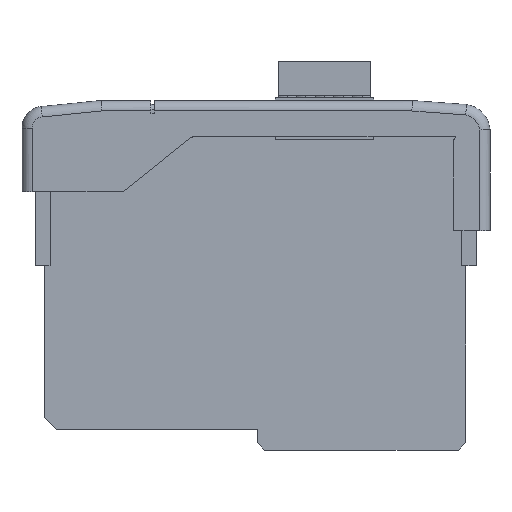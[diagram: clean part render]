
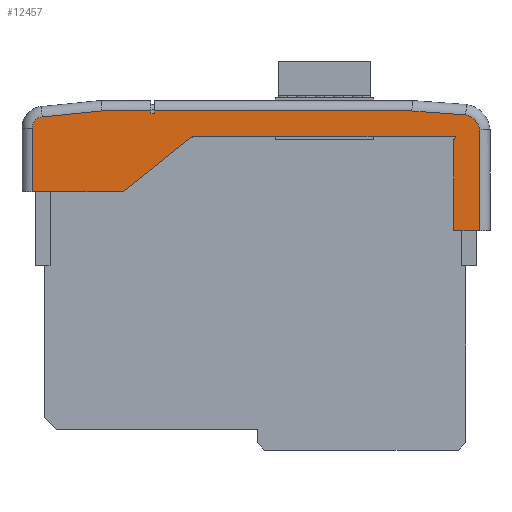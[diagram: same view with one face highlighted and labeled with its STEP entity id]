
A CAD part, left-side view. The second image highlights one B-rep face of the part: STEP entity #12457.
In plain terms, the highlighted planar face has unit normal (-1, 0, 0).
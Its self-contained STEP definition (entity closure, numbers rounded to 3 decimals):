
#255 = VERTEX_POINT ( 'NONE', #4282 ) ;
#745 = EDGE_CURVE ( 'NONE', #746, #255, #6017, .T. ) ;
#746 = VERTEX_POINT ( 'NONE', #6129 ) ;
#1019 = EDGE_CURVE ( 'NONE', #2230, #1027, #7553, .T. ) ;
#1027 = VERTEX_POINT ( 'NONE', #7644 ) ;
#2222 = VERTEX_POINT ( 'NONE', #16680 ) ;
#2230 = VERTEX_POINT ( 'NONE', #16667 ) ;
#2304 = EDGE_CURVE ( 'NONE', #2230, #2222, #16874, .T. ) ;
#4282 = CARTESIAN_POINT ( 'NONE',  ( 0.5, 29.973, -12.386 ) ) ;
#6014 = VECTOR ( 'NONE', #6130, 1000. ) ;
#6015 = CARTESIAN_POINT ( 'NONE',  ( 0.5, 29.973, -12.386 ) ) ;
#6017 = LINE ( 'NONE', #6015, #6014 ) ;
#6129 = CARTESIAN_POINT ( 'NONE',  ( 0.5, 47.473, -12.386 ) ) ;
#6130 = DIRECTION ( 'NONE',  ( 0., -1., 0. ) ) ;
#7548 = DIRECTION ( 'NONE',  ( 0., 1., 0. ) ) ;
#7550 = VECTOR ( 'NONE', #7548, 1000. ) ;
#7551 = CARTESIAN_POINT ( 'NONE',  ( 0.5, 34.27, 3.114 ) ) ;
#7553 = LINE ( 'NONE', #7551, #7550 ) ;
#7644 = CARTESIAN_POINT ( 'NONE',  ( 0.5, 34.17, 3.114 ) ) ;
#10328 = DIRECTION ( 'NONE',  ( 0., -1., 0. ) ) ;
#10329 = VECTOR ( 'NONE', #10328, 1000. ) ;
#10330 = CARTESIAN_POINT ( 'NONE',  ( 0.5, -40.527, -19.886 ) ) ;
#10332 = LINE ( 'NONE', #10330, #10329 ) ;
#10342 = CARTESIAN_POINT ( 'NONE',  ( 0.5, -38.527, -19.886 ) ) ;
#11266 = ORIENTED_EDGE ( 'NONE', *, *, #745, .T. ) ;
#11281 = ORIENTED_EDGE ( 'NONE', *, *, #11860, .F. ) ;
#11540 = ORIENTED_EDGE ( 'NONE', *, *, #11713, .F. ) ;
#11541 = EDGE_CURVE ( 'NONE', #12383, #746, #23771, .T. ) ;
#11713 = EDGE_CURVE ( 'NONE', #11719, #255, #24241, .T. ) ;
#11716 = ORIENTED_EDGE ( 'NONE', *, *, #11722, .F. ) ;
#11719 = VERTEX_POINT ( 'NONE', #24236 ) ;
#11722 = EDGE_CURVE ( 'NONE', #12251, #11776, #24284, .T. ) ;
#11776 = VERTEX_POINT ( 'NONE', #24326 ) ;
#11848 = ORIENTED_EDGE ( 'NONE', *, *, #11855, .F. ) ;
#11855 = EDGE_CURVE ( 'NONE', #11776, #11719, #24499, .T. ) ;
#11860 = EDGE_CURVE ( 'NONE', #11862, #12251, #24494, .T. ) ;
#11862 = VERTEX_POINT ( 'NONE', #24489 ) ;
#11902 = ORIENTED_EDGE ( 'NONE', *, *, #11941, .T. ) ;
#11907 = ORIENTED_EDGE ( 'NONE', *, *, #11919, .T. ) ;
#11908 = VERTEX_POINT ( 'NONE', #24567 ) ;
#11910 = ORIENTED_EDGE ( 'NONE', *, *, #22921, .T. ) ;
#11918 = ORIENTED_EDGE ( 'NONE', *, *, #11922, .T. ) ;
#11919 = EDGE_CURVE ( 'NONE', #11908, #11921, #24589, .T. ) ;
#11920 = EDGE_CURVE ( 'NONE', #12551, #11862, #24584, .T. ) ;
#11921 = VERTEX_POINT ( 'NONE', #24630 ) ;
#11922 = EDGE_CURVE ( 'NONE', #22850, #11908, #24628, .T. ) ;
#11941 = EDGE_CURVE ( 'NONE', #11921, #12763, #24795, .T. ) ;
#12246 = VERTEX_POINT ( 'NONE', #25898 ) ;
#12251 = VERTEX_POINT ( 'NONE', #25882 ) ;
#12252 = ORIENTED_EDGE ( 'NONE', *, *, #12358, .F. ) ;
#12285 = EDGE_LOOP ( 'NONE', ( #12464, #12252, #12348, #12341, #12487, #12366, #12342, #12484, #11266, #11540, #11848, #11716, #11281, #12354, #11910, #11918, #11907, #11902 ) ) ;
#12340 = VERTEX_POINT ( 'NONE', #26105 ) ;
#12341 = ORIENTED_EDGE ( 'NONE', *, *, #2304, .F. ) ;
#12342 = ORIENTED_EDGE ( 'NONE', *, *, #12502, .T. ) ;
#12348 = ORIENTED_EDGE ( 'NONE', *, *, #12481, .F. ) ;
#12354 = ORIENTED_EDGE ( 'NONE', *, *, #11920, .F. ) ;
#12358 = EDGE_CURVE ( 'NONE', #12246, #12881, #26226, .T. ) ;
#12366 = ORIENTED_EDGE ( 'NONE', *, *, #12517, .T. ) ;
#12383 = VERTEX_POINT ( 'NONE', #26337 ) ;
#12457 = ADVANCED_FACE ( 'NONE', ( #26637 ), #26684, .F. ) ;
#12464 = ORIENTED_EDGE ( 'NONE', *, *, #12800, .T. ) ;
#12481 = EDGE_CURVE ( 'NONE', #2222, #12246, #26782, .T. ) ;
#12484 = ORIENTED_EDGE ( 'NONE', *, *, #11541, .T. ) ;
#12487 = ORIENTED_EDGE ( 'NONE', *, *, #1019, .T. ) ;
#12502 = EDGE_CURVE ( 'NONE', #12340, #12383, #26872, .T. ) ;
#12517 = EDGE_CURVE ( 'NONE', #1027, #12340, #26994, .T. ) ;
#12551 = VERTEX_POINT ( 'NONE', #27055 ) ;
#12763 = VERTEX_POINT ( 'NONE', #27504 ) ;
#12800 = EDGE_CURVE ( 'NONE', #12763, #12881, #27619, .T. ) ;
#12881 = VERTEX_POINT ( 'NONE', #27891 ) ;
#16667 = CARTESIAN_POINT ( 'NONE',  ( 0.5, 24.723, 3.114 ) ) ;
#16680 = CARTESIAN_POINT ( 'NONE',  ( 0.5, 24.723, 2.616 ) ) ;
#16871 = DIRECTION ( 'NONE',  ( 0., 0., -1. ) ) ;
#16872 = VECTOR ( 'NONE', #16871, 1000. ) ;
#16873 = CARTESIAN_POINT ( 'NONE',  ( 0.5, 24.723, 4.364 ) ) ;
#16874 = LINE ( 'NONE', #16873, #16872 ) ;
#22850 = VERTEX_POINT ( 'NONE', #10342 ) ;
#22921 = EDGE_CURVE ( 'NONE', #12551, #22850, #10332, .T. ) ;
#23767 = DIRECTION ( 'NONE',  ( 0., 0., -1. ) ) ;
#23768 = VECTOR ( 'NONE', #23767, 1000. ) ;
#23769 = CARTESIAN_POINT ( 'NONE',  ( 0.5, 47.473, -12.386 ) ) ;
#23771 = LINE ( 'NONE', #23769, #23768 ) ;
#24236 = CARTESIAN_POINT ( 'NONE',  ( 0.5, 16.989, -2.023 ) ) ;
#24238 = DIRECTION ( 'NONE',  ( 0., 0.782, -0.624 ) ) ;
#24239 = VECTOR ( 'NONE', #24238, 1000. ) ;
#24240 = CARTESIAN_POINT ( 'NONE',  ( 0.5, 29.973, -12.386 ) ) ;
#24241 = LINE ( 'NONE', #24240, #24239 ) ;
#24281 = DIRECTION ( 'NONE',  ( 0., 1., 0. ) ) ;
#24282 = VECTOR ( 'NONE', #24281, 1000. ) ;
#24283 = CARTESIAN_POINT ( 'NONE',  ( 0.5, 16.645, -1.886 ) ) ;
#24284 = LINE ( 'NONE', #24283, #24282 ) ;
#24326 = CARTESIAN_POINT ( 'NONE',  ( 0.5, 16.645, -1.886 ) ) ;
#24489 = CARTESIAN_POINT ( 'NONE',  ( 0.5, -33.527, -2.386 ) ) ;
#24490 = DIRECTION ( 'NONE',  ( 0., 0., -1. ) ) ;
#24491 = DIRECTION ( 'NONE',  ( -1., 0., 0. ) ) ;
#24492 = CARTESIAN_POINT ( 'NONE',  ( 0.5, -33.326, -1.928 ) ) ;
#24493 = AXIS2_PLACEMENT_3D ( 'NONE', #24492, #24491, #24490 ) ;
#24494 = CIRCLE ( 'NONE', #24493, 0.5 ) ;
#24495 = DIRECTION ( 'NONE',  ( 0., 0., -1. ) ) ;
#24496 = DIRECTION ( 'NONE',  ( -1., 0., 0. ) ) ;
#24497 = CARTESIAN_POINT ( 'NONE',  ( 0.5, 16.645, -2.386 ) ) ;
#24498 = AXIS2_PLACEMENT_3D ( 'NONE', #24497, #24496, #24495 ) ;
#24499 = CIRCLE ( 'NONE', #24498, 0.5 ) ;
#24567 = CARTESIAN_POINT ( 'NONE',  ( 0.5, -38.527, -0.55 ) ) ;
#24584 = LINE ( 'NONE', #24633, #24632 ) ;
#24585 = DIRECTION ( 'NONE',  ( 0., 0., -1. ) ) ;
#24586 = DIRECTION ( 'NONE',  ( -1., 0., 0. ) ) ;
#24587 = CARTESIAN_POINT ( 'NONE',  ( 0.5, -35.258, -0.876 ) ) ;
#24588 = AXIS2_PLACEMENT_3D ( 'NONE', #24587, #24586, #24585 ) ;
#24589 = CIRCLE ( 'NONE', #24588, 3.285 ) ;
#24625 = DIRECTION ( 'NONE',  ( 0., 0., 1. ) ) ;
#24626 = VECTOR ( 'NONE', #24625, 1000. ) ;
#24627 = CARTESIAN_POINT ( 'NONE',  ( 0.5, -38.527, -0.463 ) ) ;
#24628 = LINE ( 'NONE', #24627, #24626 ) ;
#24630 = CARTESIAN_POINT ( 'NONE',  ( 0.5, -35.822, 2.36 ) ) ;
#24631 = DIRECTION ( 'NONE',  ( 0., 0., 1. ) ) ;
#24632 = VECTOR ( 'NONE', #24631, 1000. ) ;
#24633 = CARTESIAN_POINT ( 'NONE',  ( 0.5, -33.527, -2.386 ) ) ;
#24792 = DIRECTION ( 'NONE',  ( 0., 0.997, 0.073 ) ) ;
#24793 = VECTOR ( 'NONE', #24792, 1000. ) ;
#24794 = CARTESIAN_POINT ( 'NONE',  ( 0.5, -35.496, 2.384 ) ) ;
#24795 = LINE ( 'NONE', #24794, #24793 ) ;
#25882 = CARTESIAN_POINT ( 'NONE',  ( 0.5, -33.824, -1.886 ) ) ;
#25898 = CARTESIAN_POINT ( 'NONE',  ( 0.5, 23.974, 2.616 ) ) ;
#26105 = CARTESIAN_POINT ( 'NONE',  ( 0.5, 45.569, 1.973 ) ) ;
#26223 = DIRECTION ( 'NONE',  ( 0., 0., 1. ) ) ;
#26224 = VECTOR ( 'NONE', #26223, 1000. ) ;
#26225 = CARTESIAN_POINT ( 'NONE',  ( 0.5, 23.974, 4.364 ) ) ;
#26226 = LINE ( 'NONE', #26225, #26224 ) ;
#26337 = CARTESIAN_POINT ( 'NONE',  ( 0.5, 47.473, -0.213 ) ) ;
#26637 = FACE_OUTER_BOUND ( 'NONE', #12285, .T. ) ;
#26680 = DIRECTION ( 'NONE',  ( 0., 0., -1. ) ) ;
#26681 = DIRECTION ( 'NONE',  ( 1., 0., 0. ) ) ;
#26682 = CARTESIAN_POINT ( 'NONE',  ( 0.5, -35.258, -0.876 ) ) ;
#26683 = AXIS2_PLACEMENT_3D ( 'NONE', #26682, #26681, #26680 ) ;
#26684 = PLANE ( 'NONE',  #26683 ) ;
#26779 = DIRECTION ( 'NONE',  ( 0., -1., 0. ) ) ;
#26780 = VECTOR ( 'NONE', #26779, 1000. ) ;
#26781 = CARTESIAN_POINT ( 'NONE',  ( 0.5, 24.723, 2.616 ) ) ;
#26782 = LINE ( 'NONE', #26781, #26780 ) ;
#26864 = CARTESIAN_POINT ( 'NONE',  ( 0.5, 45.358, -0.133 ) ) ;
#26869 = DIRECTION ( 'NONE',  ( 0., 0., -1. ) ) ;
#26870 = DIRECTION ( 'NONE',  ( -1., 0., 0. ) ) ;
#26871 = AXIS2_PLACEMENT_3D ( 'NONE', #26864, #26870, #26869 ) ;
#26872 = CIRCLE ( 'NONE', #26871, 2.116 ) ;
#26991 = DIRECTION ( 'NONE',  ( 0., 0.995, -0.1 ) ) ;
#26992 = VECTOR ( 'NONE', #26991, 1000. ) ;
#26993 = CARTESIAN_POINT ( 'NONE',  ( 0.5, 45.569, 1.973 ) ) ;
#26994 = LINE ( 'NONE', #26993, #26992 ) ;
#27055 = CARTESIAN_POINT ( 'NONE',  ( 0.5, -33.527, -19.886 ) ) ;
#27504 = CARTESIAN_POINT ( 'NONE',  ( 0.5, -25.509, 3.114 ) ) ;
#27616 = DIRECTION ( 'NONE',  ( 0., 1., 0. ) ) ;
#27617 = VECTOR ( 'NONE', #27616, 1000. ) ;
#27618 = CARTESIAN_POINT ( 'NONE',  ( 0.5, 34.27, 3.114 ) ) ;
#27619 = LINE ( 'NONE', #27618, #27617 ) ;
#27891 = CARTESIAN_POINT ( 'NONE',  ( 0.5, 23.974, 3.114 ) ) ;
